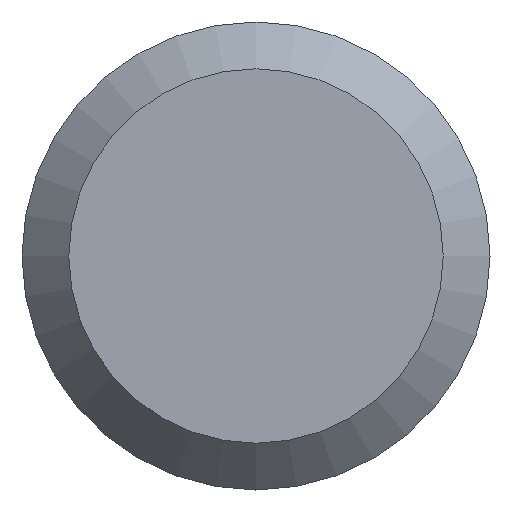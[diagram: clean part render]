
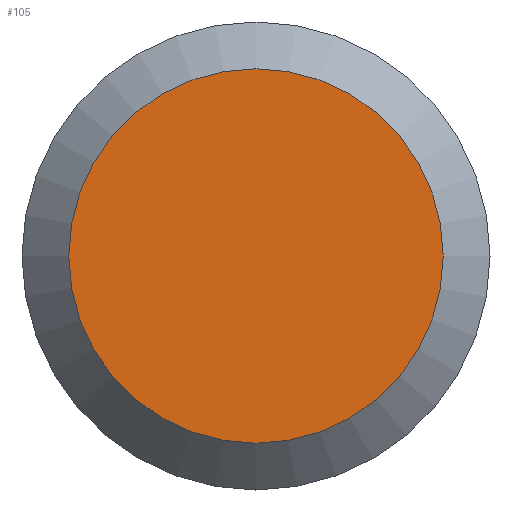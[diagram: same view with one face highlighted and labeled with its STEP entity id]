
A CAD part, left-side view. The second image highlights one B-rep face of the part: STEP entity #105.
In plain terms, the highlighted planar face has unit normal (-1, 0, 0).
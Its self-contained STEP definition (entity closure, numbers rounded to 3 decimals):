
#12 = CARTESIAN_POINT ( 'NONE',  ( 0., 0., 0. ) ) ;
#32 = DIRECTION ( 'NONE',  ( 0., 0., -1. ) ) ;
#34 = DIRECTION ( 'NONE',  ( 1., 0., 0. ) ) ;
#50 = CIRCLE ( 'NONE', #138, 1.28 ) ;
#53 = DIRECTION ( 'NONE',  ( 0., 0., -1. ) ) ;
#82 = EDGE_CURVE ( 'NONE', #146, #146, #50, .T. ) ;
#104 = PLANE ( 'NONE',  #208 ) ;
#105 = ADVANCED_FACE ( 'NONE', ( #128 ), #104, .F. ) ;
#126 = DIRECTION ( 'NONE',  ( -1., 0., 0. ) ) ;
#128 = FACE_OUTER_BOUND ( 'NONE', #163, .T. ) ;
#138 = AXIS2_PLACEMENT_3D ( 'NONE', #12, #126, #53 ) ;
#146 = VERTEX_POINT ( 'NONE', #183 ) ;
#163 = EDGE_LOOP ( 'NONE', ( #168 ) ) ;
#168 = ORIENTED_EDGE ( 'NONE', *, *, #82, .T. ) ;
#182 = CARTESIAN_POINT ( 'NONE',  ( 0., 1.6, 0. ) ) ;
#183 = CARTESIAN_POINT ( 'NONE',  ( 0., 0., -1.28 ) ) ;
#208 = AXIS2_PLACEMENT_3D ( 'NONE', #182, #34, #32 ) ;
